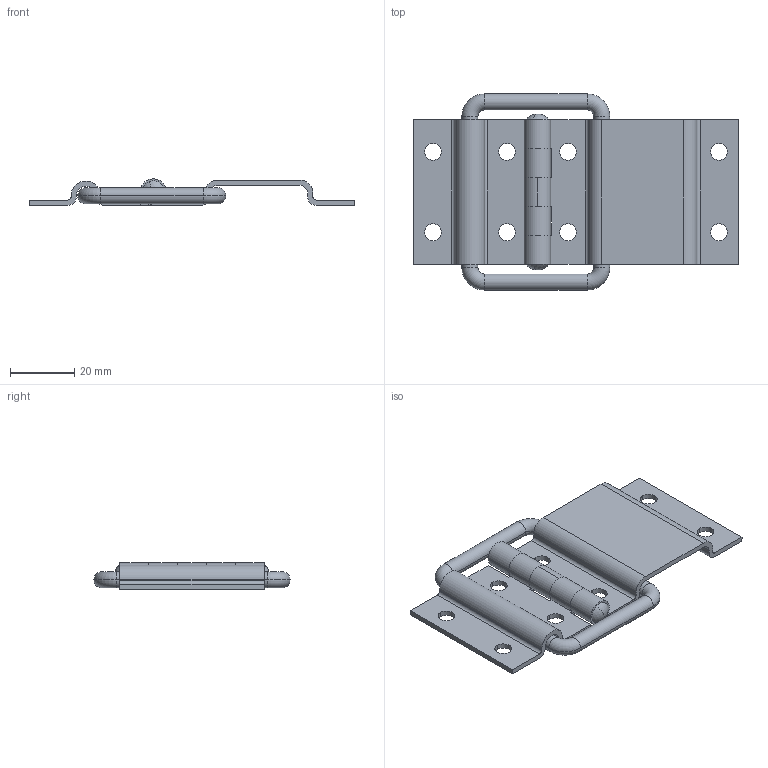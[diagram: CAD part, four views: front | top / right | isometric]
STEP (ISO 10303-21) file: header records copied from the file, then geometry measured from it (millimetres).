
FILE_DESCRIPTION (( 'STEP AP214' ), '1' );
FILE_NAME ('TH_6B.STEP', '2015-05-22T00:48:28', ( '' ), ( '' ), 'SwSTEP 2.0', 'SolidWorks 2015', '' );
FILE_SCHEMA (( 'AUTOMOTIVE_DESIGN' ));
Length unit declared in the file: millimetre
Products named in the file (5): hinge piece_B; stopper; shaft; hinge piece_A; TH_6B
Assembly tree (4 placements, depth 2):
  TH_6B
    hinge piece_A
    hinge piece_B
    shaft
    stopper
Bounding box: 101 x 61 x 8.2 mm (x, y, z)
Volume: 13624 mm3; surface area: 16278.4 mm2
Topology: 4 solids, 4 shells, 128 faces, 340 edges, 222 vertices
Faces by surface type: cylinder 70, plane 46, torus 8, sphere 4
Entity records: 4258 total; most frequent: DIRECTION 766, CARTESIAN_POINT 697, ORIENTED_EDGE 680, EDGE_CURVE 340, AXIS2_PLACEMENT_3D 291, VERTEX_POINT 222, VECTOR 184, LINE 184
